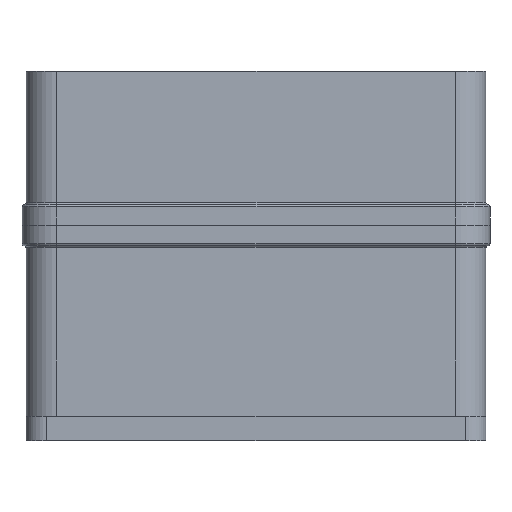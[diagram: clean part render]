
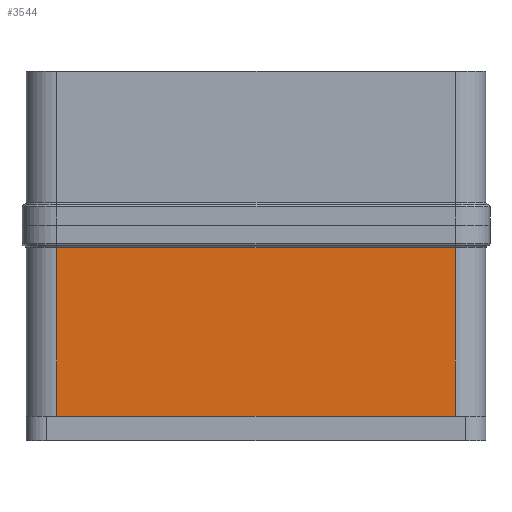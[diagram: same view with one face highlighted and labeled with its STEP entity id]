
A CAD part, front view. The second image highlights one B-rep face of the part: STEP entity #3544.
In plain terms, the highlighted planar face has unit normal (0, -1, 0).
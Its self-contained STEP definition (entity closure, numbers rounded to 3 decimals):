
#18 = EDGE_CURVE ( 'NONE', #3867, #1155, #3833, .T. ) ;
#59 = AXIS2_PLACEMENT_3D ( 'NONE', #3734, #2343, #203 ) ;
#203 = DIRECTION ( 'NONE',  ( -1., 0., 0. ) ) ;
#341 = EDGE_CURVE ( 'NONE', #4313, #2589, #750, .T. ) ;
#376 = DIRECTION ( 'NONE',  ( -1., 0., 0. ) ) ;
#478 = ORIENTED_EDGE ( 'NONE', *, *, #2250, .T. ) ;
#520 = VECTOR ( 'NONE', #2031, 1000. ) ;
#718 = DIRECTION ( 'NONE',  ( 0., 0., -1. ) ) ;
#723 = ORIENTED_EDGE ( 'NONE', *, *, #341, .F. ) ;
#744 = CARTESIAN_POINT ( 'NONE',  ( 55.079, -81.667, 185.75 ) ) ;
#750 = LINE ( 'NONE', #1670, #1580 ) ;
#756 = CARTESIAN_POINT ( 'NONE',  ( -41.921, -81.667, 144.75 ) ) ;
#1034 = CARTESIAN_POINT ( 'NONE',  ( 55.079, -81.667, 144.75 ) ) ;
#1051 = CARTESIAN_POINT ( 'NONE',  ( -41.921, -81.667, 191.25 ) ) ;
#1110 = FACE_OUTER_BOUND ( 'NONE', #3814, .T. ) ;
#1155 = VERTEX_POINT ( 'NONE', #756 ) ;
#1192 = ORIENTED_EDGE ( 'NONE', *, *, #1386, .F. ) ;
#1386 = EDGE_CURVE ( 'NONE', #2589, #1155, #2307, .T. ) ;
#1555 = CARTESIAN_POINT ( 'NONE',  ( -41.921, -81.667, 185.75 ) ) ;
#1580 = VECTOR ( 'NONE', #1652, 1000. ) ;
#1652 = DIRECTION ( 'NONE',  ( 0., 0., -1. ) ) ;
#1670 = CARTESIAN_POINT ( 'NONE',  ( 55.079, -81.667, 191.25 ) ) ;
#1679 = CARTESIAN_POINT ( 'NONE',  ( -41.921, -81.667, 144.75 ) ) ;
#1927 = ORIENTED_EDGE ( 'NONE', *, *, #18, .T. ) ;
#2031 = DIRECTION ( 'NONE',  ( -1., 0., 0. ) ) ;
#2250 = EDGE_CURVE ( 'NONE', #4313, #3867, #3929, .T. ) ;
#2307 = LINE ( 'NONE', #1679, #520 ) ;
#2343 = DIRECTION ( 'NONE',  ( 0., 1., 0. ) ) ;
#2589 = VERTEX_POINT ( 'NONE', #1034 ) ;
#2784 = VECTOR ( 'NONE', #376, 1000. ) ;
#2851 = CARTESIAN_POINT ( 'NONE',  ( -41.921, -81.667, 185.75 ) ) ;
#3382 = PLANE ( 'NONE',  #59 ) ;
#3544 = ADVANCED_FACE ( 'NONE', ( #1110 ), #3382, .F. ) ;
#3715 = VECTOR ( 'NONE', #718, 1000. ) ;
#3734 = CARTESIAN_POINT ( 'NONE',  ( -41.921, -81.667, 191.25 ) ) ;
#3814 = EDGE_LOOP ( 'NONE', ( #1192, #723, #478, #1927 ) ) ;
#3833 = LINE ( 'NONE', #1051, #3715 ) ;
#3867 = VERTEX_POINT ( 'NONE', #1555 ) ;
#3929 = LINE ( 'NONE', #2851, #2784 ) ;
#4313 = VERTEX_POINT ( 'NONE', #744 ) ;
